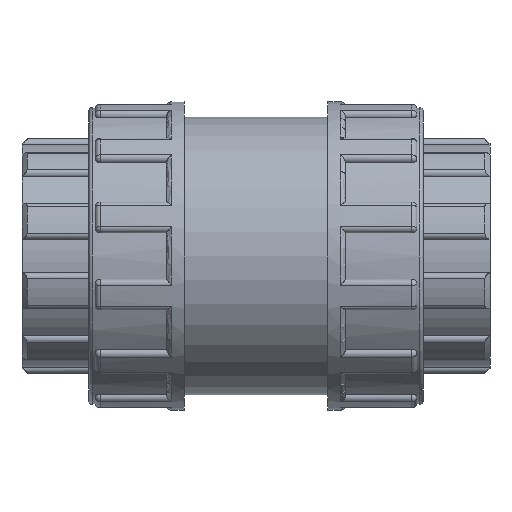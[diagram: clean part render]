
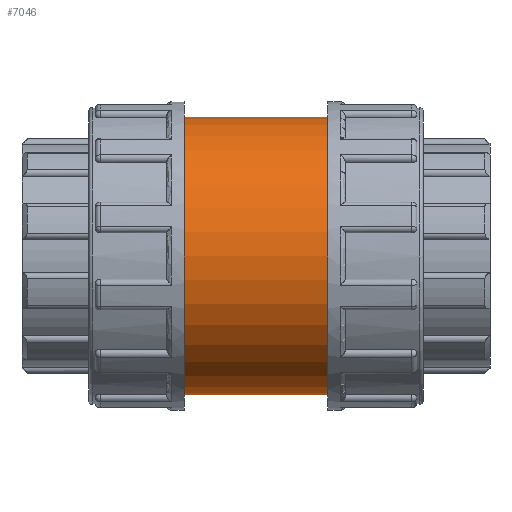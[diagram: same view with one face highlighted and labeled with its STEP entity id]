
A CAD part, front view. The second image highlights one B-rep face of the part: STEP entity #7046.
In plain terms, the highlighted cylindrical face has radius 74.25 mm (diameter 148.5 mm), a full revolution.
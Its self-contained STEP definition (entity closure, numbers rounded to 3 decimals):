
#103=B_SPLINE_CURVE_WITH_KNOTS('',3,(#11388,#11389,#11390,#11391,#11392,
#11393,#11394,#11395,#11396,#11397,#11398,#11399,#11400,#11401,#11402,#11403,
#11404,#11405,#11406,#11407,#11408,#11409,#11410,#11411,#11412,#11413,#11414,
#11415,#11416,#11417,#11418,#11419,#11420,#11421,#11422,#11423,#11424,#11425,
#11426,#11427,#11428,#11429,#11430,#11431,#11432,#11433,#11434,#11435,#11436,
#11437,#11438,#11439,#11440,#11441,#11442,#11443,#11444,#11445,#11446,#11447,
#11448,#11449,#11450,#11451,#11452,#11453),.UNSPECIFIED.,.T.,.F.,(4,2,2,
2,2,2,2,2,2,2,2,2,2,2,2,2,2,2,2,2,2,2,2,2,2,2,2,2,2,2,2,2,4),(0.,0.47,
0.94,1.411,1.881,2.351,2.821,
3.291,3.761,4.23,4.7,5.17,
5.64,6.111,6.581,7.051,7.521,
7.991,8.461,8.932,9.402,9.872,
10.342,10.812,11.282,11.752,12.221,
12.691,13.161,13.632,14.102,14.572,
15.042),.UNSPECIFIED.);
#220=FACE_BOUND('',#1304,.T.);
#221=FACE_BOUND('',#1305,.T.);
#849=FACE_OUTER_BOUND('',#1303,.T.);
#1303=EDGE_LOOP('',(#6414));
#1304=EDGE_LOOP('',(#6415));
#1305=EDGE_LOOP('',(#6416));
#2621=CIRCLE('',#7997,74.25);
#2622=CIRCLE('',#7999,74.25);
#2820=VERTEX_POINT('',#11387);
#3265=VERTEX_POINT('',#14037);
#3266=VERTEX_POINT('',#14040);
#3584=EDGE_CURVE('',#2820,#2820,#103,.T.);
#4317=EDGE_CURVE('',#3265,#3265,#2621,.T.);
#4318=EDGE_CURVE('',#3266,#3266,#2622,.T.);
#6414=ORIENTED_EDGE('',*,*,#4317,.T.);
#6415=ORIENTED_EDGE('',*,*,#3584,.T.);
#6416=ORIENTED_EDGE('',*,*,#4318,.F.);
#6615=CYLINDRICAL_SURFACE('',#7998,74.25);
#7046=ADVANCED_FACE('',(#849,#220,#221),#6615,.T.);
#7997=AXIS2_PLACEMENT_3D('',#14038,#10292,#10293);
#7998=AXIS2_PLACEMENT_3D('',#14039,#10294,#10295);
#7999=AXIS2_PLACEMENT_3D('',#14041,#10296,#10297);
#10292=DIRECTION('center_axis',(1.,0.,0.));
#10293=DIRECTION('ref_axis',(0.,0.,-1.));
#10294=DIRECTION('center_axis',(1.,0.,0.));
#10295=DIRECTION('ref_axis',(0.,1.,0.));
#10296=DIRECTION('center_axis',(1.,0.,0.));
#10297=DIRECTION('ref_axis',(0.,0.,-1.));
#11387=CARTESIAN_POINT('',(0.,70.004,-24.75));
#11388=CARTESIAN_POINT('Ctrl Pts',(0.,70.004,-24.75));
#11389=CARTESIAN_POINT('Ctrl Pts',(1.567,70.004,-24.75));
#11390=CARTESIAN_POINT('Ctrl Pts',(3.184,70.058,-24.599));
#11391=CARTESIAN_POINT('Ctrl Pts',(6.391,70.277,-23.966));
#11392=CARTESIAN_POINT('Ctrl Pts',(7.982,70.441,-23.485));
#11393=CARTESIAN_POINT('Ctrl Pts',(11.027,70.851,-22.219));
#11394=CARTESIAN_POINT('Ctrl Pts',(12.484,71.096,-21.433));
#11395=CARTESIAN_POINT('Ctrl Pts',(15.174,71.617,-19.62));
#11396=CARTESIAN_POINT('Ctrl Pts',(16.409,71.893,-18.593));
#11397=CARTESIAN_POINT('Ctrl Pts',(18.593,72.423,-16.409));
#11398=CARTESIAN_POINT('Ctrl Pts',(19.619,72.696,-15.175));
#11399=CARTESIAN_POINT('Ctrl Pts',(21.432,73.206,-12.484));
#11400=CARTESIAN_POINT('Ctrl Pts',(22.219,73.443,-11.027));
#11401=CARTESIAN_POINT('Ctrl Pts',(23.486,73.836,-7.982));
#11402=CARTESIAN_POINT('Ctrl Pts',(23.967,73.992,-6.39));
#11403=CARTESIAN_POINT('Ctrl Pts',(24.599,74.199,-3.183));
#11404=CARTESIAN_POINT('Ctrl Pts',(24.75,74.25,-1.567));
#11405=CARTESIAN_POINT('Ctrl Pts',(24.75,74.25,1.567));
#11406=CARTESIAN_POINT('Ctrl Pts',(24.599,74.199,3.183));
#11407=CARTESIAN_POINT('Ctrl Pts',(23.967,73.992,6.39));
#11408=CARTESIAN_POINT('Ctrl Pts',(23.486,73.836,7.982));
#11409=CARTESIAN_POINT('Ctrl Pts',(22.219,73.443,11.027));
#11410=CARTESIAN_POINT('Ctrl Pts',(21.432,73.206,12.484));
#11411=CARTESIAN_POINT('Ctrl Pts',(19.619,72.696,15.175));
#11412=CARTESIAN_POINT('Ctrl Pts',(18.593,72.423,16.409));
#11413=CARTESIAN_POINT('Ctrl Pts',(16.409,71.893,18.593));
#11414=CARTESIAN_POINT('Ctrl Pts',(15.174,71.617,19.62));
#11415=CARTESIAN_POINT('Ctrl Pts',(12.484,71.096,21.433));
#11416=CARTESIAN_POINT('Ctrl Pts',(11.027,70.851,22.219));
#11417=CARTESIAN_POINT('Ctrl Pts',(7.982,70.441,23.485));
#11418=CARTESIAN_POINT('Ctrl Pts',(6.391,70.277,23.966));
#11419=CARTESIAN_POINT('Ctrl Pts',(3.184,70.058,24.599));
#11420=CARTESIAN_POINT('Ctrl Pts',(1.567,70.004,24.75));
#11421=CARTESIAN_POINT('Ctrl Pts',(-1.567,70.004,24.75));
#11422=CARTESIAN_POINT('Ctrl Pts',(-3.184,70.058,24.599));
#11423=CARTESIAN_POINT('Ctrl Pts',(-6.391,70.277,23.966));
#11424=CARTESIAN_POINT('Ctrl Pts',(-7.982,70.441,23.485));
#11425=CARTESIAN_POINT('Ctrl Pts',(-11.027,70.851,22.219));
#11426=CARTESIAN_POINT('Ctrl Pts',(-12.484,71.096,21.433));
#11427=CARTESIAN_POINT('Ctrl Pts',(-15.174,71.617,19.62));
#11428=CARTESIAN_POINT('Ctrl Pts',(-16.409,71.893,18.593));
#11429=CARTESIAN_POINT('Ctrl Pts',(-18.593,72.423,16.409));
#11430=CARTESIAN_POINT('Ctrl Pts',(-19.619,72.696,15.175));
#11431=CARTESIAN_POINT('Ctrl Pts',(-21.432,73.206,12.484));
#11432=CARTESIAN_POINT('Ctrl Pts',(-22.219,73.443,11.027));
#11433=CARTESIAN_POINT('Ctrl Pts',(-23.486,73.836,7.982));
#11434=CARTESIAN_POINT('Ctrl Pts',(-23.967,73.992,6.39));
#11435=CARTESIAN_POINT('Ctrl Pts',(-24.599,74.199,3.183));
#11436=CARTESIAN_POINT('Ctrl Pts',(-24.75,74.25,1.567));
#11437=CARTESIAN_POINT('Ctrl Pts',(-24.75,74.25,-1.567));
#11438=CARTESIAN_POINT('Ctrl Pts',(-24.599,74.199,-3.183));
#11439=CARTESIAN_POINT('Ctrl Pts',(-23.967,73.992,-6.39));
#11440=CARTESIAN_POINT('Ctrl Pts',(-23.486,73.836,-7.982));
#11441=CARTESIAN_POINT('Ctrl Pts',(-22.219,73.443,-11.027));
#11442=CARTESIAN_POINT('Ctrl Pts',(-21.432,73.206,-12.484));
#11443=CARTESIAN_POINT('Ctrl Pts',(-19.619,72.696,-15.175));
#11444=CARTESIAN_POINT('Ctrl Pts',(-18.593,72.423,-16.409));
#11445=CARTESIAN_POINT('Ctrl Pts',(-16.409,71.893,-18.593));
#11446=CARTESIAN_POINT('Ctrl Pts',(-15.174,71.617,-19.62));
#11447=CARTESIAN_POINT('Ctrl Pts',(-12.484,71.096,-21.433));
#11448=CARTESIAN_POINT('Ctrl Pts',(-11.027,70.851,-22.219));
#11449=CARTESIAN_POINT('Ctrl Pts',(-7.982,70.441,-23.485));
#11450=CARTESIAN_POINT('Ctrl Pts',(-6.391,70.277,-23.966));
#11451=CARTESIAN_POINT('Ctrl Pts',(-3.184,70.058,-24.599));
#11452=CARTESIAN_POINT('Ctrl Pts',(-1.567,70.004,-24.75));
#11453=CARTESIAN_POINT('Ctrl Pts',(0.,70.004,
-24.75));
#14037=CARTESIAN_POINT('',(-38.3,74.25,0.));
#14038=CARTESIAN_POINT('Origin',(-38.3,0.,0.));
#14039=CARTESIAN_POINT('Origin',(0.,0.,0.));
#14040=CARTESIAN_POINT('',(38.3,74.25,0.));
#14041=CARTESIAN_POINT('Origin',(38.3,0.,0.));
